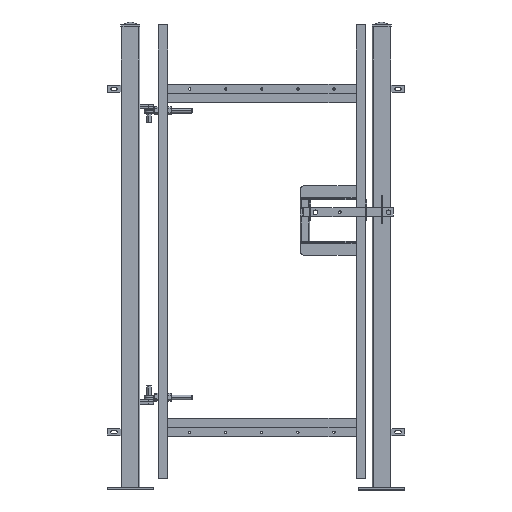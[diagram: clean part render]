
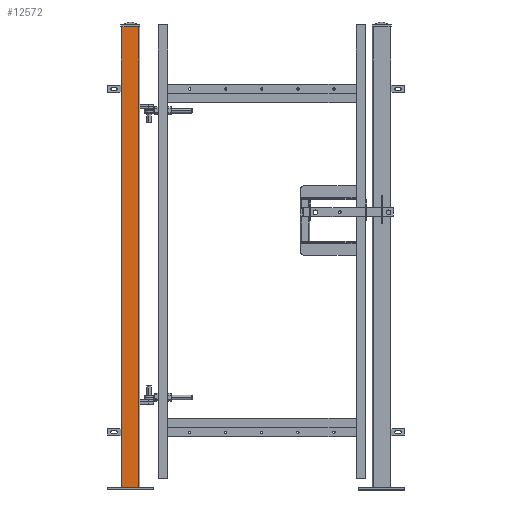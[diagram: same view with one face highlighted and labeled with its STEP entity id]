
A CAD part, top view. The second image highlights one B-rep face of the part: STEP entity #12572.
In plain terms, the highlighted face is planar.
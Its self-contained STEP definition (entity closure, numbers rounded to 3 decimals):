
#82 = ORIENTED_EDGE ( 'NONE', *, *, #3249, .F. ) ;
#778 = EDGE_CURVE ( 'NONE', #964, #6570, #12130, .T. ) ;
#841 = VERTEX_POINT ( 'NONE', #11376 ) ;
#964 = VERTEX_POINT ( 'NONE', #3262 ) ;
#1099 = CARTESIAN_POINT ( 'NONE',  ( -37., 1988., -40. ) ) ;
#1135 = VECTOR ( 'NONE', #10339, 1000. ) ;
#1231 = LINE ( 'NONE', #2273, #1480 ) ;
#1480 = VECTOR ( 'NONE', #12694, 1000. ) ;
#1650 = ORIENTED_EDGE ( 'NONE', *, *, #778, .F. ) ;
#1775 = DIRECTION ( 'NONE',  ( -1., 0., 0. ) ) ;
#1975 = LINE ( 'NONE', #5151, #1135 ) ;
#2273 = CARTESIAN_POINT ( 'NONE',  ( -37., 0., -40. ) ) ;
#2365 = CARTESIAN_POINT ( 'NONE',  ( 37., 1988., -40. ) ) ;
#2884 = PLANE ( 'NONE',  #13474 ) ;
#3249 = EDGE_CURVE ( 'NONE', #6570, #841, #1975, .T. ) ;
#3262 = CARTESIAN_POINT ( 'NONE',  ( 37., 1988., -40. ) ) ;
#4819 = CARTESIAN_POINT ( 'NONE',  ( 37., 0., -40. ) ) ;
#5151 = CARTESIAN_POINT ( 'NONE',  ( -37., 1988., -40. ) ) ;
#5950 = VERTEX_POINT ( 'NONE', #4819 ) ;
#6471 = ORIENTED_EDGE ( 'NONE', *, *, #7792, .T. ) ;
#6570 = VERTEX_POINT ( 'NONE', #1099 ) ;
#7159 = VECTOR ( 'NONE', #1775, 1000. ) ;
#7792 = EDGE_CURVE ( 'NONE', #964, #5950, #10802, .T. ) ;
#7972 = CARTESIAN_POINT ( 'NONE',  ( -37., 1988., -40. ) ) ;
#8240 = DIRECTION ( 'NONE',  ( 0., 0., 1. ) ) ;
#9278 = ORIENTED_EDGE ( 'NONE', *, *, #12223, .T. ) ;
#9908 = VECTOR ( 'NONE', #13436, 1000. ) ;
#10339 = DIRECTION ( 'NONE',  ( 0., -1., 0. ) ) ;
#10457 = EDGE_LOOP ( 'NONE', ( #9278, #82, #1650, #6471 ) ) ;
#10802 = LINE ( 'NONE', #2365, #9908 ) ;
#11113 = CARTESIAN_POINT ( 'NONE',  ( -37., 1988., -40. ) ) ;
#11376 = CARTESIAN_POINT ( 'NONE',  ( -37., 0., -40. ) ) ;
#12130 = LINE ( 'NONE', #11113, #7159 ) ;
#12143 = DIRECTION ( 'NONE',  ( 1., 0., 0. ) ) ;
#12216 = FACE_OUTER_BOUND ( 'NONE', #10457, .T. ) ;
#12223 = EDGE_CURVE ( 'NONE', #5950, #841, #1231, .T. ) ;
#12572 = ADVANCED_FACE ( 'NONE', ( #12216 ), #2884, .F. ) ;
#12694 = DIRECTION ( 'NONE',  ( -1., 0., 0. ) ) ;
#13436 = DIRECTION ( 'NONE',  ( 0., -1., 0. ) ) ;
#13474 = AXIS2_PLACEMENT_3D ( 'NONE', #7972, #8240, #12143 ) ;
